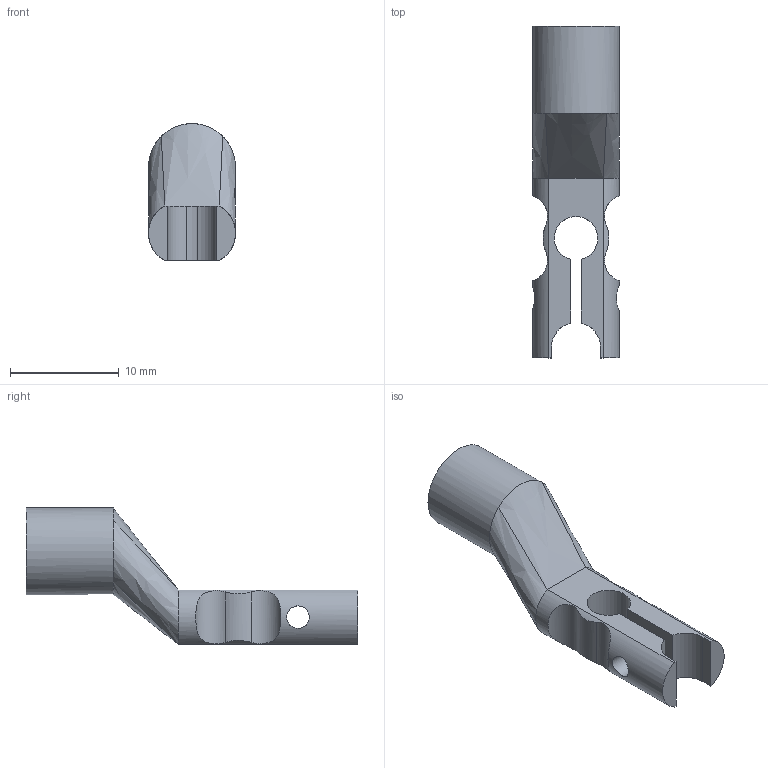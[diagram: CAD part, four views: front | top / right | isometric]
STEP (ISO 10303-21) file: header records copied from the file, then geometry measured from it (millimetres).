
FILE_DESCRIPTION(/* description */ (''),/* implementation_level */ '2;1');
FILE_NAME(/* name */ 'Holder2 v4.step',/* time_stamp */ '2025-10-07T18:06:30+02:00',/* author */ (''),/* organization */ (''),/* preprocessor_version */ 'ST-DEVELOPER v20.1',/* originating_system */ 'Autodesk Translation Framework v14.17.0.0',/* authorisation */ '');
FILE_SCHEMA (('AUTOMOTIVE_DESIGN { 1 0 10303 214 3 1 1 }'));
Length unit declared in the file: millimetre
Products named in the file (1): ImplantHolder2
Bounding box: 8 x 30.51 x 12.58 mm (x, y, z)
Volume: 940.9 mm3; surface area: 1016 mm2
Topology: 1 solids, 1 shells, 29 faces, 73 edges, 49 vertices
Faces by surface type: cylinder 15, plane 10, bspline 4
Full cylindrical faces by diameter (mm): 2.075 x1, 2.5 x1, 3.332 x1, 8 x1
Entity records: 1189 total; most frequent: CARTESIAN_POINT 458, ORIENTED_EDGE 146, DIRECTION 136, EDGE_CURVE 73, VERTEX_POINT 49, AXIS2_PLACEMENT_3D 49, LINE 38, VECTOR 38
